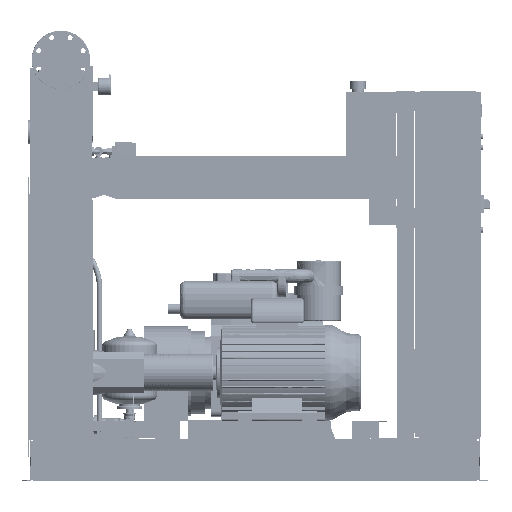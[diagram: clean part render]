
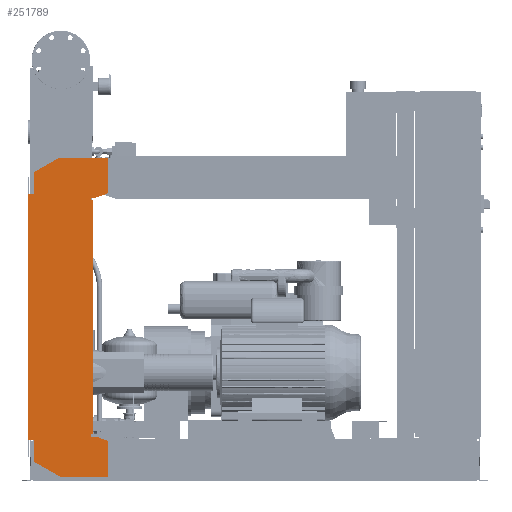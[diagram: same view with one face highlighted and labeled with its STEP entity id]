
A CAD part, front view. The second image highlights one B-rep face of the part: STEP entity #251789.
In plain terms, the highlighted free-form (B-spline) face has degree [1, 1] with [2, 2] control points.
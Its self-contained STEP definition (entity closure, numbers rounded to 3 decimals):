
#251274=CARTESIAN_POINT('',(-102.0,-565.5,1076.0));
#251275=VERTEX_POINT('',#251274);
#251282=CARTESIAN_POINT('',(-102.0,-565.5,1158.574));
#251283=VERTEX_POINT('',#251282);
#251284=CARTESIAN_POINT('',(-102.0,-565.5,1076.0));
#251285=DIRECTION('',(0.0,0.0,1.0));
#251286=VECTOR('',#251285,82.574);
#251287=LINE('',#251284,#251286);
#251288=EDGE_CURVE('',#251275,#251283,#251287,.T.);
#251306=CARTESIAN_POINT('',(-6.,-565.5,1214.0));
#251307=VERTEX_POINT('',#251306);
#251308=CARTESIAN_POINT('',(-102.0,-565.5,1158.574));
#251309=DIRECTION('',(0.866,0.0,0.5));
#251310=VECTOR('',#251309,110.851);
#251311=LINE('',#251308,#251310);
#251312=EDGE_CURVE('',#251283,#251307,#251311,.T.);
#251330=CARTESIAN_POINT('',(177.0,-565.5,1214.0));
#251331=VERTEX_POINT('',#251330);
#251332=CARTESIAN_POINT('',(-6.,-565.5,1214.0));
#251333=DIRECTION('',(1.0,0.0,0.0));
#251334=VECTOR('',#251333,183.0);
#251335=LINE('',#251332,#251334);
#251336=EDGE_CURVE('',#251307,#251331,#251335,.T.);
#251354=CARTESIAN_POINT('',(177.0,-565.5,1080.379));
#251355=VERTEX_POINT('',#251354);
#251356=CARTESIAN_POINT('',(177.0,-565.5,1214.0));
#251357=DIRECTION('',(0.0,0.0,-1.0));
#251358=VECTOR('',#251357,133.621);
#251359=LINE('',#251356,#251358);
#251360=EDGE_CURVE('',#251331,#251355,#251359,.T.);
#251378=CARTESIAN_POINT('',(132.,-565.5,1064.0));
#251379=VERTEX_POINT('',#251378);
#251380=CARTESIAN_POINT('',(177.0,-565.5,1080.379));
#251381=DIRECTION('',(-0.94,0.0,-0.342));
#251382=VECTOR('',#251381,47.888);
#251383=LINE('',#251380,#251382);
#251384=EDGE_CURVE('',#251355,#251379,#251383,.T.);
#251402=CARTESIAN_POINT('',(112.0,-565.5,1064.0));
#251403=VERTEX_POINT('',#251402);
#251404=CARTESIAN_POINT('',(132.,-565.5,1064.0));
#251405=DIRECTION('',(-1.0,0.0,0.0));
#251406=VECTOR('',#251405,20.);
#251407=LINE('',#251404,#251406);
#251408=EDGE_CURVE('',#251379,#251403,#251407,.T.);
#251426=CARTESIAN_POINT('',(112.0,-565.5,1056.0));
#251427=VERTEX_POINT('',#251426);
#251428=CARTESIAN_POINT('',(112.0,-565.5,1064.0));
#251429=DIRECTION('',(0.0,0.0,-1.0));
#251430=VECTOR('',#251429,8.0);
#251431=LINE('',#251428,#251430);
#251432=EDGE_CURVE('',#251403,#251427,#251431,.T.);
#251450=CARTESIAN_POINT('',(120.,-565.5,1056.0));
#251451=VERTEX_POINT('',#251450);
#251452=CARTESIAN_POINT('',(112.0,-565.5,1056.0));
#251453=DIRECTION('',(1.0,0.0,0.0));
#251454=VECTOR('',#251453,8.);
#251455=LINE('',#251452,#251454);
#251456=EDGE_CURVE('',#251427,#251451,#251455,.T.);
#251474=CARTESIAN_POINT('',(120.,-565.5,176.));
#251475=VERTEX_POINT('',#251474);
#251486=CARTESIAN_POINT('',(120.,-565.5,1056.0));
#251487=DIRECTION('',(0.0,0.0,-1.0));
#251488=VECTOR('',#251487,880.);
#251489=LINE('',#251486,#251488);
#251490=EDGE_CURVE('',#251451,#251475,#251489,.T.);
#251504=CARTESIAN_POINT('',(112.,-565.5,176.));
#251505=VERTEX_POINT('',#251504);
#251506=CARTESIAN_POINT('',(120.,-565.5,176.));
#251507=DIRECTION('',(-1.0,0.0,0.0));
#251508=VECTOR('',#251507,8.);
#251509=LINE('',#251506,#251508);
#251510=EDGE_CURVE('',#251475,#251505,#251509,.T.);
#251528=CARTESIAN_POINT('',(112.,-565.5,168.));
#251529=VERTEX_POINT('',#251528);
#251530=CARTESIAN_POINT('',(112.,-565.5,176.));
#251531=DIRECTION('',(0.0,0.0,-1.0));
#251532=VECTOR('',#251531,8.0);
#251533=LINE('',#251530,#251532);
#251534=EDGE_CURVE('',#251505,#251529,#251533,.T.);
#251552=CARTESIAN_POINT('',(132.,-565.5,168.));
#251553=VERTEX_POINT('',#251552);
#251554=CARTESIAN_POINT('',(112.,-565.5,168.));
#251555=DIRECTION('',(1.0,0.0,0.0));
#251556=VECTOR('',#251555,20.0);
#251557=LINE('',#251554,#251556);
#251558=EDGE_CURVE('',#251529,#251553,#251557,.T.);
#251576=CARTESIAN_POINT('',(177.,-565.5,151.621));
#251577=VERTEX_POINT('',#251576);
#251578=CARTESIAN_POINT('',(132.,-565.5,168.));
#251579=DIRECTION('',(0.94,0.0,-0.342));
#251580=VECTOR('',#251579,47.888);
#251581=LINE('',#251578,#251580);
#251582=EDGE_CURVE('',#251553,#251577,#251581,.T.);
#251600=CARTESIAN_POINT('',(177.,-565.5,18.0));
#251601=VERTEX_POINT('',#251600);
#251602=CARTESIAN_POINT('',(177.,-565.5,151.621));
#251603=DIRECTION('',(0.0,0.0,-1.0));
#251604=VECTOR('',#251603,133.621);
#251605=LINE('',#251602,#251604);
#251606=EDGE_CURVE('',#251577,#251601,#251605,.T.);
#251624=CARTESIAN_POINT('',(-4.,-565.5,18.0));
#251625=VERTEX_POINT('',#251624);
#251626=CARTESIAN_POINT('',(177.,-565.5,18.0));
#251627=DIRECTION('',(-1.0,0.0,0.0));
#251628=VECTOR('',#251627,181.);
#251629=LINE('',#251626,#251628);
#251630=EDGE_CURVE('',#251601,#251625,#251629,.T.);
#251648=CARTESIAN_POINT('',(-102.,-565.5,74.58));
#251649=VERTEX_POINT('',#251648);
#251650=CARTESIAN_POINT('',(-4.,-565.5,18.0));
#251651=DIRECTION('',(-0.866,0.0,0.5));
#251652=VECTOR('',#251651,113.161);
#251653=LINE('',#251650,#251652);
#251654=EDGE_CURVE('',#251625,#251649,#251653,.T.);
#251672=CARTESIAN_POINT('',(-102.,-565.5,156.0));
#251673=VERTEX_POINT('',#251672);
#251674=CARTESIAN_POINT('',(-102.,-565.5,74.58));
#251675=DIRECTION('',(0.0,0.0,1.0));
#251676=VECTOR('',#251675,81.42);
#251677=LINE('',#251674,#251676);
#251678=EDGE_CURVE('',#251649,#251673,#251677,.T.);
#251696=CARTESIAN_POINT('',(-122.,-565.5,156.0));
#251697=VERTEX_POINT('',#251696);
#251698=CARTESIAN_POINT('',(-102.,-565.5,156.0));
#251699=DIRECTION('',(-1.0,0.0,0.0));
#251700=VECTOR('',#251699,20.0);
#251701=LINE('',#251698,#251700);
#251702=EDGE_CURVE('',#251673,#251697,#251701,.T.);
#251720=CARTESIAN_POINT('',(-122.0,-565.5,1076.0));
#251721=VERTEX_POINT('',#251720);
#251734=CARTESIAN_POINT('',(-122.,-565.5,156.0));
#251735=DIRECTION('',(0.0,0.0,1.0));
#251736=VECTOR('',#251735,920.0);
#251737=LINE('',#251734,#251736);
#251738=EDGE_CURVE('',#251697,#251721,#251737,.T.);
#251752=CARTESIAN_POINT('',(-122.0,-565.5,1076.0));
#251753=DIRECTION('',(1.0,0.0,0.0));
#251754=VECTOR('',#251753,20.0);
#251755=LINE('',#251752,#251754);
#251756=EDGE_CURVE('',#251721,#251275,#251755,.T.);
#251762=CARTESIAN_POINT('',(-122.,-565.5,18.0));
#251763=CARTESIAN_POINT('',(177.0,-565.5,18.0));
#251764=CARTESIAN_POINT('',(-122.,-565.5,1214.0));
#251765=CARTESIAN_POINT('',(177.0,-565.5,1214.0));
#251766=B_SPLINE_SURFACE_WITH_KNOTS('',1,1,((#251762,#251764),(#251763,#251765)),.UNSPECIFIED.,.F.,.F.,.U.,(2,2),(2,2),(0.0,299.),(0.0,1196.0),.UNSPECIFIED.);
#251767=ORIENTED_EDGE('',*,*,#251756,.F.);
#251768=ORIENTED_EDGE('',*,*,#251738,.F.);
#251769=ORIENTED_EDGE('',*,*,#251702,.F.);
#251770=ORIENTED_EDGE('',*,*,#251678,.F.);
#251771=ORIENTED_EDGE('',*,*,#251654,.F.);
#251772=ORIENTED_EDGE('',*,*,#251630,.F.);
#251773=ORIENTED_EDGE('',*,*,#251606,.F.);
#251774=ORIENTED_EDGE('',*,*,#251582,.F.);
#251775=ORIENTED_EDGE('',*,*,#251558,.F.);
#251776=ORIENTED_EDGE('',*,*,#251534,.F.);
#251777=ORIENTED_EDGE('',*,*,#251510,.F.);
#251778=ORIENTED_EDGE('',*,*,#251490,.F.);
#251779=ORIENTED_EDGE('',*,*,#251456,.F.);
#251780=ORIENTED_EDGE('',*,*,#251432,.F.);
#251781=ORIENTED_EDGE('',*,*,#251408,.F.);
#251782=ORIENTED_EDGE('',*,*,#251384,.F.);
#251783=ORIENTED_EDGE('',*,*,#251360,.F.);
#251784=ORIENTED_EDGE('',*,*,#251336,.F.);
#251785=ORIENTED_EDGE('',*,*,#251312,.F.);
#251786=ORIENTED_EDGE('',*,*,#251288,.F.);
#251787=EDGE_LOOP('',(#251767,#251768,#251769,#251770,#251771,#251772,#251773,#251774,#251775,#251776,#251777,#251778,#251779,#251780,#251781,#251782,#251783,#251784,#251785,#251786));
#251788=FACE_OUTER_BOUND('',#251787,.T.);
#251789=ADVANCED_FACE('',(#251788),#251766,.T.);
